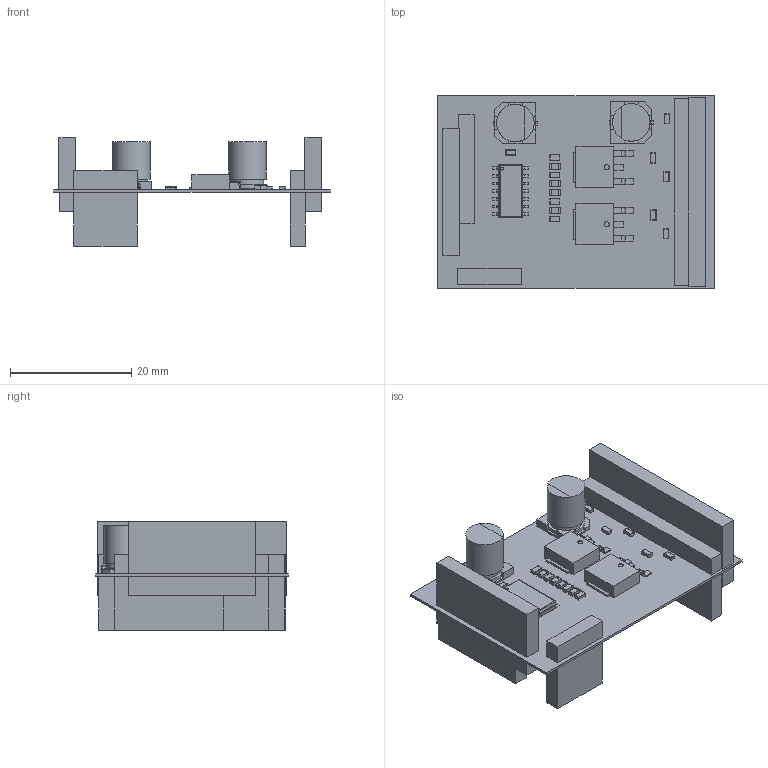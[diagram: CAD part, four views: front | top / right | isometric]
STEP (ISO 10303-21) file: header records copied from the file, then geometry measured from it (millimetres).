
FILE_DESCRIPTION(('Open CASCADE Model'),'2;1');
FILE_NAME('Open CASCADE Shape Model','2022-06-12T18:38:01',('Author'),( 'Open CASCADE'),'Open CASCADE STEP processor 6.8','Open CASCADE 6.8' ,'Unknown');
FILE_SCHEMA(('AUTOMOTIVE_DESIGN { 1 0 10303 214 1 1 1 1 }'));
Length unit declared in the file: millimetre
Products named in the file (107): PCB; Board; Open CASCADE STEP translator 6.8 2.1.1; U1; 6393221776; Open_CASCADE_STEP_translator_6.8_20.1; Body; Open_CASCADE_STEP_translator_6.8_20.2.1; Leader; C1; 6393221056; base; Open_CASCADE_STEP_translator_6.8_25.1.1; cylinder; Open_CASCADE_STEP_translator_6.8_25.2.1; mark; Open_CASCADE_STEP_translator_6.8_25.3.1; lead; C2; 6393220816; Terminal; Open_CASCADE_STEP_translator_6.8_3.1.1; Open_CASCADE_STEP_translator_6.8_3.1.2; Mid_Body; Open_CASCADE_STEP_translator_6.8_3.2.1; C3; 6393221136; C4; 6393221216; C5; 6393221296; C6; C7; C8; P1; 6467174336; Extruded; 6491657088; P2; 6491658528 ...
Assembly tree (134 placements, depth 5):
  PCB
    Board
      Open CASCADE STEP translator 6.8 2.1.1
    U1
      6393221776
        Open_CASCADE_STEP_translator_6.8_20.1
        Body
          Open_CASCADE_STEP_translator_6.8_20.2.1
        Leader  x14
    C1
      6393221056
        base
          Open_CASCADE_STEP_translator_6.8_25.1.1
        cylinder
          Open_CASCADE_STEP_translator_6.8_25.2.1
        mark
          Open_CASCADE_STEP_translator_6.8_25.3.1
        lead  x2
    C2
      6393220816
        Terminal
          Open_CASCADE_STEP_translator_6.8_3.1.1
          Open_CASCADE_STEP_translator_6.8_3.1.2
        Mid_Body
          Open_CASCADE_STEP_translator_6.8_3.2.1
    C3
      6393221136
        base
          Open_CASCADE_STEP_translator_6.8_25.1.1
        cylinder
          Open_CASCADE_STEP_translator_6.8_25.2.1
        mark
          Open_CASCADE_STEP_translator_6.8_25.3.1
        lead  x2
    C4
      6393221216
        Terminal
          Open_CASCADE_STEP_translator_6.8_3.1.1
          Open_CASCADE_STEP_translator_6.8_3.1.2
        Mid_Body
          Open_CASCADE_STEP_translator_6.8_3.2.1
    C5
      6393221296
        Terminal
          Open_CASCADE_STEP_translator_6.8_3.1.1
          Open_CASCADE_STEP_translator_6.8_3.1.2
        Mid_Body
          Open_CASCADE_STEP_translator_6.8_3.2.1
    C6
      6393221216
        Terminal
          Open_CASCADE_STEP_translator_6.8_3.1.1
          Open_CASCADE_STEP_translator_6.8_3.1.2
        Mid_Body
          Open_CASCADE_STEP_translator_6.8_3.2.1
    C7
      6393221296
        Terminal
          Open_CASCADE_STEP_translator_6.8_3.1.1
          Open_CASCADE_STEP_translator_6.8_3.1.2
Bounding box: 45.69 x 31.88 x 17.96 mm (x, y, z)
Volume: 4813.2 mm3; surface area: 8536.8 mm2
Topology: 94 solids, 99 shells, 1245 faces, 2654 edges, 1551 vertices
Faces by surface type: plane 927, cylinder 252, sphere 58, bspline 8
Full cylindrical faces by diameter (mm): 0.5 x1, 0.844 x2, 5.425 x2, 6.2 x2
Entity records: 16954 total; most frequent: CARTESIAN_POINT 3195, DIRECTION 2636, ORIENTED_EDGE 2208, EDGE_CURVE 1108, AXIS2_PLACEMENT_3D 901, LINE 834, VECTOR 834, VERTEX_POINT 668
